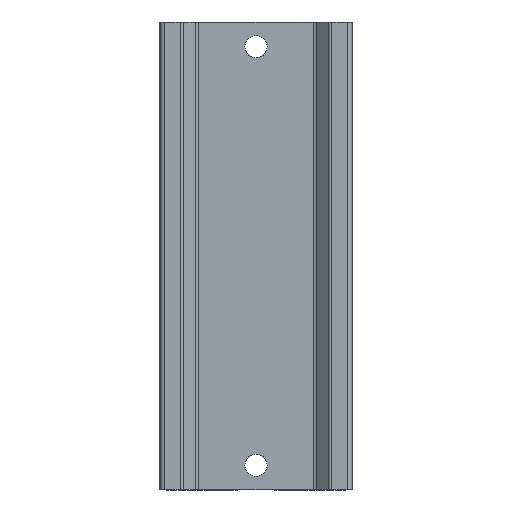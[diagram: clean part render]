
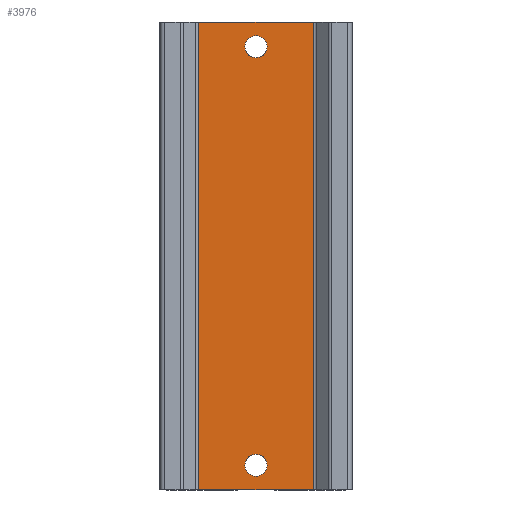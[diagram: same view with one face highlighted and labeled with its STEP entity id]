
A CAD part, front view. The second image highlights one B-rep face of the part: STEP entity #3976.
In plain terms, the highlighted planar face has unit normal (0, -1, 0).
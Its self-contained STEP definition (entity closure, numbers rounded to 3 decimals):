
#59 = DIRECTION ( 'NONE',  ( 0., 0., 1. ) ) ;
#111 = VECTOR ( 'NONE', #1495, 1000. ) ;
#223 = CARTESIAN_POINT ( 'NONE',  ( 31.086, 3., 95. ) ) ;
#310 = DIRECTION ( 'NONE',  ( 0., 0., 1. ) ) ;
#314 = ORIENTED_EDGE ( 'NONE', *, *, #3516, .T. ) ;
#333 = LINE ( 'NONE', #6031, #5272 ) ;
#415 = LINE ( 'NONE', #3864, #111 ) ;
#626 = EDGE_CURVE ( 'NONE', #5207, #1237, #935, .T. ) ;
#778 = CARTESIAN_POINT ( 'NONE',  ( 7.914, 3., 95. ) ) ;
#866 = EDGE_CURVE ( 'NONE', #3540, #2225, #333, .T. ) ;
#911 = DIRECTION ( 'NONE',  ( 0., 0., 1. ) ) ;
#935 = CIRCLE ( 'NONE', #940, 2.25 ) ;
#940 = AXIS2_PLACEMENT_3D ( 'NONE', #5166, #2296, #5638 ) ;
#1159 = ORIENTED_EDGE ( 'NONE', *, *, #3010, .T. ) ;
#1166 = VERTEX_POINT ( 'NONE', #2763 ) ;
#1226 = ORIENTED_EDGE ( 'NONE', *, *, #2848, .T. ) ;
#1237 = VERTEX_POINT ( 'NONE', #5656 ) ;
#1257 = CARTESIAN_POINT ( 'NONE',  ( 7.5, 3., 0. ) ) ;
#1393 = CIRCLE ( 'NONE', #4609, 2.25 ) ;
#1495 = DIRECTION ( 'NONE',  ( 0., 0., -1. ) ) ;
#1682 = FACE_OUTER_BOUND ( 'NONE', #5084, .T. ) ;
#2097 = DIRECTION ( 'NONE',  ( 0., 1., 0. ) ) ;
#2110 = CARTESIAN_POINT ( 'NONE',  ( 31.086, 3., 95. ) ) ;
#2225 = VERTEX_POINT ( 'NONE', #2110 ) ;
#2296 = DIRECTION ( 'NONE',  ( 0., 1., 0. ) ) ;
#2447 = VECTOR ( 'NONE', #4592, 1000. ) ;
#2479 = VECTOR ( 'NONE', #3548, 1000. ) ;
#2592 = LINE ( 'NONE', #1257, #2447 ) ;
#2718 = EDGE_CURVE ( 'NONE', #5112, #1166, #2727, .T. ) ;
#2727 = CIRCLE ( 'NONE', #5044, 2.25 ) ;
#2763 = CARTESIAN_POINT ( 'NONE',  ( 19.5, 3., 2.75 ) ) ;
#2783 = CARTESIAN_POINT ( 'NONE',  ( 19.5, 3., 7.25 ) ) ;
#2848 = EDGE_CURVE ( 'NONE', #1237, #5207, #3537, .T. ) ;
#2866 = AXIS2_PLACEMENT_3D ( 'NONE', #5190, #3762, #911 ) ;
#2919 = DIRECTION ( 'NONE',  ( 0., 1., 0. ) ) ;
#2942 = FACE_BOUND ( 'NONE', #3714, .T. ) ;
#3010 = EDGE_CURVE ( 'NONE', #3540, #3143, #415, .T. ) ;
#3021 = EDGE_CURVE ( 'NONE', #1166, #5112, #1393, .T. ) ;
#3129 = VERTEX_POINT ( 'NONE', #6054 ) ;
#3143 = VERTEX_POINT ( 'NONE', #4187 ) ;
#3157 = DIRECTION ( 'NONE',  ( 0., 1., 0. ) ) ;
#3516 = EDGE_CURVE ( 'NONE', #3129, #2225, #3759, .T. ) ;
#3537 = CIRCLE ( 'NONE', #5990, 2.25 ) ;
#3540 = VERTEX_POINT ( 'NONE', #778 ) ;
#3548 = DIRECTION ( 'NONE',  ( 0., 0., 1. ) ) ;
#3714 = EDGE_LOOP ( 'NONE', ( #5156, #5526 ) ) ;
#3759 = LINE ( 'NONE', #223, #2479 ) ;
#3762 = DIRECTION ( 'NONE',  ( 0., 1., 0. ) ) ;
#3864 = CARTESIAN_POINT ( 'NONE',  ( 7.914, 3., 0. ) ) ;
#3976 = ADVANCED_FACE ( 'NONE', ( #4063, #2942, #1682 ), #4250, .F. ) ;
#4063 = FACE_BOUND ( 'NONE', #5352, .T. ) ;
#4187 = CARTESIAN_POINT ( 'NONE',  ( 7.914, 3., 0. ) ) ;
#4250 = PLANE ( 'NONE',  #2866 ) ;
#4592 = DIRECTION ( 'NONE',  ( 1., 0., 0. ) ) ;
#4609 = AXIS2_PLACEMENT_3D ( 'NONE', #5763, #2919, #59 ) ;
#4747 = CARTESIAN_POINT ( 'NONE',  ( 19.5, 3., 87.75 ) ) ;
#4876 = EDGE_CURVE ( 'NONE', #3143, #3129, #2592, .T. ) ;
#4947 = CARTESIAN_POINT ( 'NONE',  ( 19.5, 3., 5. ) ) ;
#5044 = AXIS2_PLACEMENT_3D ( 'NONE', #4947, #2097, #5447 ) ;
#5084 = EDGE_LOOP ( 'NONE', ( #6035, #1159, #5349, #314 ) ) ;
#5112 = VERTEX_POINT ( 'NONE', #2783 ) ;
#5156 = ORIENTED_EDGE ( 'NONE', *, *, #2718, .T. ) ;
#5166 = CARTESIAN_POINT ( 'NONE',  ( 19.5, 3., 90. ) ) ;
#5190 = CARTESIAN_POINT ( 'NONE',  ( 7.5, 3., 95. ) ) ;
#5207 = VERTEX_POINT ( 'NONE', #4747 ) ;
#5272 = VECTOR ( 'NONE', #6123, 1000. ) ;
#5349 = ORIENTED_EDGE ( 'NONE', *, *, #4876, .T. ) ;
#5352 = EDGE_LOOP ( 'NONE', ( #1226, #6076 ) ) ;
#5447 = DIRECTION ( 'NONE',  ( 0., 0., 1. ) ) ;
#5526 = ORIENTED_EDGE ( 'NONE', *, *, #3021, .T. ) ;
#5638 = DIRECTION ( 'NONE',  ( 0., 0., 1. ) ) ;
#5656 = CARTESIAN_POINT ( 'NONE',  ( 19.5, 3., 92.25 ) ) ;
#5763 = CARTESIAN_POINT ( 'NONE',  ( 19.5, 3., 5. ) ) ;
#5990 = AXIS2_PLACEMENT_3D ( 'NONE', #6006, #3157, #310 ) ;
#6006 = CARTESIAN_POINT ( 'NONE',  ( 19.5, 3., 90. ) ) ;
#6031 = CARTESIAN_POINT ( 'NONE',  ( 7.5, 3., 95. ) ) ;
#6035 = ORIENTED_EDGE ( 'NONE', *, *, #866, .F. ) ;
#6054 = CARTESIAN_POINT ( 'NONE',  ( 31.086, 3., 0. ) ) ;
#6076 = ORIENTED_EDGE ( 'NONE', *, *, #626, .T. ) ;
#6123 = DIRECTION ( 'NONE',  ( 1., 0., 0. ) ) ;
